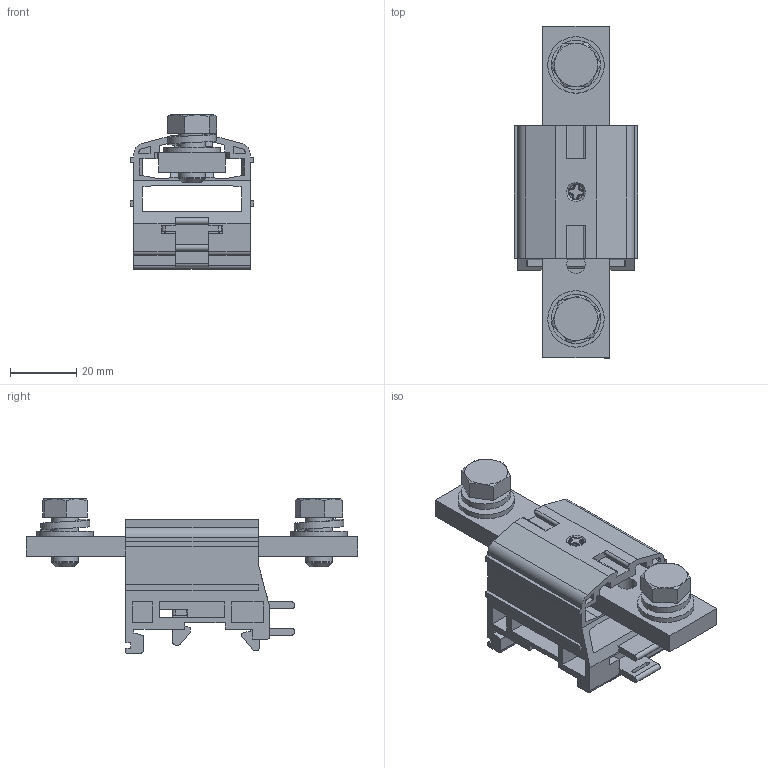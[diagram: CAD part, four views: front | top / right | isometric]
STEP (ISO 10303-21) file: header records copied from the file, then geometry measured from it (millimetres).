
FILE_DESCRIPTION(/* description */ ('Unknown'),/* implementation_level */ '2;1');
FILE_NAME(/* name */ 'DPBB120_3D',/* time_stamp */ '2023-01-12T11:39:31+05:00',/* author */ ('Unknown'),/* organization */ ('Unknown'),/* preprocessor_version */ 'ST-DEVELOPER v16.7',/* originating_system */ 'Solid Edge',/* authorisation */ 'Unknown');
FILE_SCHEMA (('AUTOMOTIVE_DESIGN {1 0 10303 214 3 1 1}'));
Length unit declared in the file: millimetre
Products named in the file (10): 1DPBB120; 6DPBB120H; 8DPBB120C; 42COKUT95; 6DPBBDH; 6DPBC120FT1; 6DPBC120FT2; 52BHDPBB120; 52WFCBT170; 52LFCBT170W
Assembly tree (12 placements, depth 2):
  1DPBB120
    6DPBB120H
    8DPBB120C
    42COKUT95
    6DPBBDH
    6DPBC120FT1
    6DPBC120FT2
    52BHDPBB120  x2
    52WFCBT170  x2
    52LFCBT170W  x2
Bounding box: 37.2 x 100 x 46.48 mm (x, y, z)
Volume: 39184 mm3; surface area: 30322.7 mm2
Topology: 12 solids, 12 shells, 486 faces, 1283 edges, 814 vertices
Faces by surface type: plane 298, cylinder 96, bspline 29, torus 26, cone 21, sphere 16
Full cylindrical faces by diameter (mm): 4 x1, 4.7 x2, 5.6 x1, 6.647 x2, 8 x6, 8.8 x2, 9 x2, 14.8 x2, 17 x2
Entity records: 15523 total; most frequent: CARTESIAN_POINT 3802, ORIENTED_EDGE 2376, DIRECTION 2281, EDGE_CURVE 1188, LINE 829, VECTOR 829, VERTEX_POINT 773, AXIS2_PLACEMENT_3D 726
